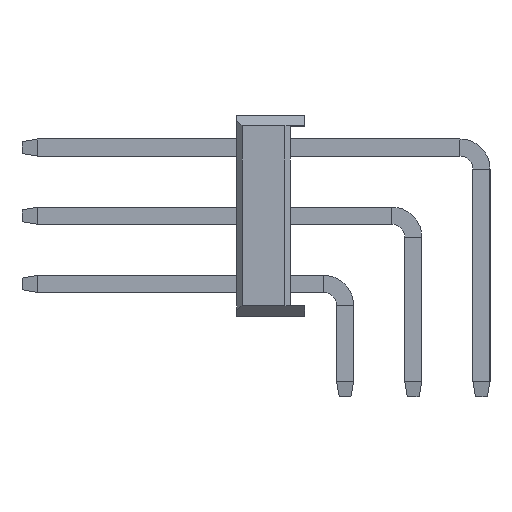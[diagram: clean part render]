
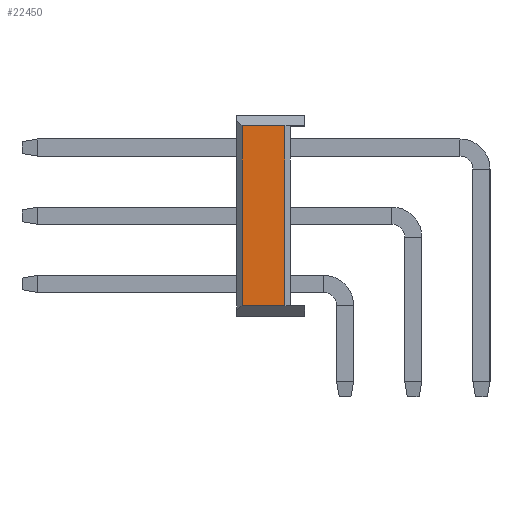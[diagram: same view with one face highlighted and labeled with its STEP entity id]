
A CAD part, left-side view. The second image highlights one B-rep face of the part: STEP entity #22450.
In plain terms, the highlighted planar face has unit normal (-1, 0, 0).
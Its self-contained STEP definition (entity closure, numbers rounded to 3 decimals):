
#770=FACE_OUTER_BOUND('',#2161,.T.);
#2161=EDGE_LOOP('',(#15779,#15780,#15781,#15782));
#3924=LINE('',#32665,#6948);
#3925=LINE('',#32667,#6949);
#3926=LINE('',#32668,#6950);
#3927=LINE('',#32669,#6951);
#6948=VECTOR('',#26535,1000.);
#6949=VECTOR('',#26536,1000.);
#6950=VECTOR('',#26537,1000.);
#6951=VECTOR('',#26538,1000.);
#9715=VERTEX_POINT('',#32629);
#9730=VERTEX_POINT('',#32663);
#9731=VERTEX_POINT('',#32664);
#9732=VERTEX_POINT('',#32666);
#11924=EDGE_CURVE('',#9730,#9731,#3924,.T.);
#11925=EDGE_CURVE('',#9730,#9732,#3925,.T.);
#11926=EDGE_CURVE('',#9732,#9715,#3926,.T.);
#11927=EDGE_CURVE('',#9731,#9715,#3927,.T.);
#15779=ORIENTED_EDGE('',*,*,#11924,.F.);
#15780=ORIENTED_EDGE('',*,*,#11925,.T.);
#15781=ORIENTED_EDGE('',*,*,#11926,.T.);
#15782=ORIENTED_EDGE('',*,*,#11927,.F.);
#21116=PLANE('',#23955);
#22450=ADVANCED_FACE('',(#770),#21116,.F.);
#23955=AXIS2_PLACEMENT_3D('',#32662,#26533,#26534);
#26533=DIRECTION('center_axis',(1.,0.,0.));
#26534=DIRECTION('ref_axis',(0.,0.,-1.));
#26535=DIRECTION('',(0.,-1.,0.));
#26536=DIRECTION('',(0.,0.,-1.));
#26537=DIRECTION('',(0.,-1.,0.));
#26538=DIRECTION('',(0.,0.,-1.));
#32629=CARTESIAN_POINT('',(-1.27,0.74,-3.35));
#32662=CARTESIAN_POINT('Origin',(-1.27,2.54,-3.35));
#32663=CARTESIAN_POINT('',(-1.27,2.34,3.35));
#32664=CARTESIAN_POINT('',(-1.27,0.74,3.35));
#32665=CARTESIAN_POINT('',(-1.27,2.54,3.35));
#32666=CARTESIAN_POINT('',(-1.27,2.34,-3.35));
#32667=CARTESIAN_POINT('',(-1.27,2.34,-3.35));
#32668=CARTESIAN_POINT('',(-1.27,2.54,-3.35));
#32669=CARTESIAN_POINT('',(-1.27,0.74,3.35));
